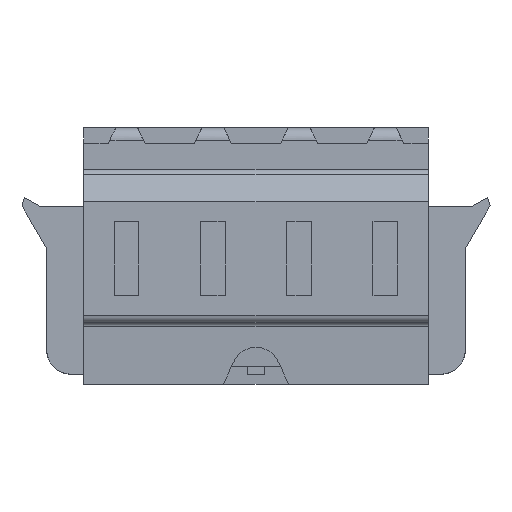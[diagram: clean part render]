
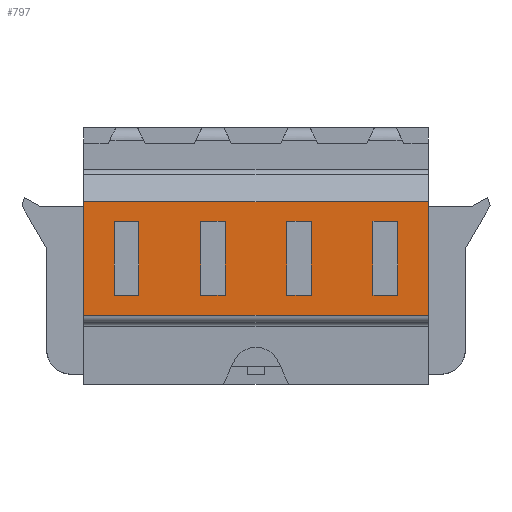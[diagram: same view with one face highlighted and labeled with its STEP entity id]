
A CAD part, left-side view. The second image highlights one B-rep face of the part: STEP entity #797.
In plain terms, the highlighted planar face has unit normal (-1, 0, 0).
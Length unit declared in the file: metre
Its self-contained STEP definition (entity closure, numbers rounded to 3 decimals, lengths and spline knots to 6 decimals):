
#797 = ADVANCED_FACE( '', ( #1788, #1789, #1790, #1791, #1792 ), #1793, .F. );
#1788 = FACE_BOUND( '', #2982, .T. );
#1789 = FACE_OUTER_BOUND( '', #2983, .T. );
#1790 = FACE_BOUND( '', #2984, .T. );
#1791 = FACE_BOUND( '', #2985, .T. );
#1792 = FACE_BOUND( '', #2986, .T. );
#1793 = PLANE( '', #2987 );
#2982 = EDGE_LOOP( '', ( #5689, #5690, #5691, #5692 ) );
#2983 = EDGE_LOOP( '', ( #5693, #5694, #5695, #5696 ) );
#2984 = EDGE_LOOP( '', ( #5697, #5698, #5699, #5700 ) );
#2985 = EDGE_LOOP( '', ( #5701, #5702, #5703, #5704 ) );
#2986 = EDGE_LOOP( '', ( #5705, #5706, #5707, #5708 ) );
#2987 = AXIS2_PLACEMENT_3D( '', #5709, #5710, #5711 );
#5689 = ORIENTED_EDGE( '', *, *, #9166, .F. );
#5690 = ORIENTED_EDGE( '', *, *, #9167, .F. );
#5691 = ORIENTED_EDGE( '', *, *, #9168, .F. );
#5692 = ORIENTED_EDGE( '', *, *, #8997, .F. );
#5693 = ORIENTED_EDGE( '', *, *, #9169, .T. );
#5694 = ORIENTED_EDGE( '', *, *, #9170, .T. );
#5695 = ORIENTED_EDGE( '', *, *, #9104, .F. );
#5696 = ORIENTED_EDGE( '', *, *, #8839, .F. );
#5697 = ORIENTED_EDGE( '', *, *, #9171, .F. );
#5698 = ORIENTED_EDGE( '', *, *, #9172, .F. );
#5699 = ORIENTED_EDGE( '', *, *, #8185, .F. );
#5700 = ORIENTED_EDGE( '', *, *, #9173, .F. );
#5701 = ORIENTED_EDGE( '', *, *, #8495, .F. );
#5702 = ORIENTED_EDGE( '', *, *, #9174, .F. );
#5703 = ORIENTED_EDGE( '', *, *, #9175, .F. );
#5704 = ORIENTED_EDGE( '', *, *, #8352, .F. );
#5705 = ORIENTED_EDGE( '', *, *, #8174, .F. );
#5706 = ORIENTED_EDGE( '', *, *, #9063, .F. );
#5707 = ORIENTED_EDGE( '', *, *, #8686, .F. );
#5708 = ORIENTED_EDGE( '', *, *, #9176, .F. );
#5709 = CARTESIAN_POINT( '', ( -0.009405, -0.00175, 0.0074 ) );
#5710 = DIRECTION( '', ( 1., 0., 0. ) );
#5711 = DIRECTION( '', ( 0., 0., -1. ) );
#8174 = EDGE_CURVE( '', #11269, #11270, #11271, .T. );
#8185 = EDGE_CURVE( '', #11289, #11290, #11291, .T. );
#8352 = EDGE_CURVE( '', #11585, #11586, #11587, .T. );
#8495 = EDGE_CURVE( '', #11835, #11585, #11836, .T. );
#8686 = EDGE_CURVE( '', #12150, #12151, #12152, .T. );
#8839 = EDGE_CURVE( '', #12404, #12406, #12407, .T. );
#8997 = EDGE_CURVE( '', #12643, #12644, #12645, .T. );
#9063 = EDGE_CURVE( '', #12151, #11269, #12738, .T. );
#9104 = EDGE_CURVE( '', #12406, #12793, #12794, .T. );
#9166 = EDGE_CURVE( '', #12883, #12643, #12884, .T. );
#9167 = EDGE_CURVE( '', #12885, #12883, #12886, .T. );
#9168 = EDGE_CURVE( '', #12644, #12885, #12887, .T. );
#9169 = EDGE_CURVE( '', #12404, #12888, #12889, .T. );
#9170 = EDGE_CURVE( '', #12888, #12793, #12890, .T. );
#9171 = EDGE_CURVE( '', #12891, #12892, #12893, .T. );
#9172 = EDGE_CURVE( '', #11290, #12891, #12894, .T. );
#9173 = EDGE_CURVE( '', #12892, #11289, #12895, .T. );
#9174 = EDGE_CURVE( '', #12896, #11835, #12897, .T. );
#9175 = EDGE_CURVE( '', #11586, #12896, #12898, .T. );
#9176 = EDGE_CURVE( '', #11270, #12150, #12899, .T. );
#11269 = VERTEX_POINT( '', #15469 );
#11270 = VERTEX_POINT( '', #15470 );
#11271 = LINE( '', #15471, #15472 );
#11289 = VERTEX_POINT( '', #15498 );
#11290 = VERTEX_POINT( '', #15499 );
#11291 = LINE( '', #15500, #15501 );
#11585 = VERTEX_POINT( '', #15917 );
#11586 = VERTEX_POINT( '', #15918 );
#11587 = LINE( '', #15919, #15920 );
#11835 = VERTEX_POINT( '', #16259 );
#11836 = LINE( '', #16260, #16261 );
#12150 = VERTEX_POINT( '', #16708 );
#12151 = VERTEX_POINT( '', #16709 );
#12152 = LINE( '', #16710, #16711 );
#12404 = VERTEX_POINT( '', #17064 );
#12406 = VERTEX_POINT( '', #17067 );
#12407 = LINE( '', #17068, #17069 );
#12643 = VERTEX_POINT( '', #17417 );
#12644 = VERTEX_POINT( '', #17418 );
#12645 = LINE( '', #17419, #17420 );
#12738 = LINE( '', #17559, #17560 );
#12793 = VERTEX_POINT( '', #17636 );
#12794 = LINE( '', #17637, #17638 );
#12883 = VERTEX_POINT( '', #17767 );
#12884 = LINE( '', #17768, #17769 );
#12885 = VERTEX_POINT( '', #17770 );
#12886 = LINE( '', #17771, #17772 );
#12887 = LINE( '', #17773, #17774 );
#12888 = VERTEX_POINT( '', #17775 );
#12889 = LINE( '', #17776, #17777 );
#12890 = LINE( '', #17778, #17779 );
#12891 = VERTEX_POINT( '', #17780 );
#12892 = VERTEX_POINT( '', #17781 );
#12893 = LINE( '', #17782, #17783 );
#12894 = LINE( '', #17784, #17785 );
#12895 = LINE( '', #17786, #17787 );
#12896 = VERTEX_POINT( '', #17788 );
#12897 = LINE( '', #17789, #17790 );
#12898 = LINE( '', #17791, #17792 );
#12899 = LINE( '', #17793, #17794 );
#15469 = CARTESIAN_POINT( '', ( -0.009405, 0.0005, 0.0066 ) );
#15470 = CARTESIAN_POINT( '', ( -0.009405, 0.0005, 0.0036 ) );
#15471 = CARTESIAN_POINT( '', ( -0.009405, 0.0005, 0.0066 ) );
#15472 = VECTOR( '', #19221, 1. );
#15498 = CARTESIAN_POINT( '', ( -0.009405, 0.0065, 0.0036 ) );
#15499 = CARTESIAN_POINT( '', ( -0.009405, 0.0065, 0.0066 ) );
#15500 = CARTESIAN_POINT( '', ( -0.009405, 0.0065, 0.0066 ) );
#15501 = VECTOR( '', #19230, 1. );
#15917 = CARTESIAN_POINT( '', ( -0.009405, 0.004, 0.0036 ) );
#15918 = CARTESIAN_POINT( '', ( -0.009405, 0.003, 0.0036 ) );
#15919 = CARTESIAN_POINT( '', ( -0.009405, 0.004, 0.0036 ) );
#15920 = VECTOR( '', #19395, 1. );
#16259 = CARTESIAN_POINT( '', ( -0.009405, 0.004, 0.0066 ) );
#16260 = CARTESIAN_POINT( '', ( -0.009405, 0.004, 0.0066 ) );
#16261 = VECTOR( '', #19562, 1. );
#16708 = CARTESIAN_POINT( '', ( -0.009405, -0.0005, 0.0036 ) );
#16709 = CARTESIAN_POINT( '', ( -0.009405, -0.0005, 0.0066 ) );
#16710 = CARTESIAN_POINT( '', ( -0.009405, -0.0005, 0.0066 ) );
#16711 = VECTOR( '', #19762, 1. );
#17064 = CARTESIAN_POINT( '', ( -0.009405, -0.00175, 0.0074 ) );
#17067 = CARTESIAN_POINT( '', ( -0.009405, -0.00175, 0.0028 ) );
#17068 = CARTESIAN_POINT( '', ( -0.009405, -0.00175, 0.0074 ) );
#17069 = VECTOR( '', #19934, 1. );
#17417 = CARTESIAN_POINT( '', ( -0.009405, 0.011, 0.0036 ) );
#17418 = CARTESIAN_POINT( '', ( -0.009405, 0.01, 0.0036 ) );
#17419 = CARTESIAN_POINT( '', ( -0.009405, 0.011, 0.0036 ) );
#17420 = VECTOR( '', #20101, 1. );
#17559 = CARTESIAN_POINT( '', ( -0.009405, 0.0005, 0.0066 ) );
#17560 = VECTOR( '', #20157, 1. );
#17636 = CARTESIAN_POINT( '', ( -0.009405, 0.01225, 0.0028 ) );
#17637 = CARTESIAN_POINT( '', ( -0.009405, -0.00175, 0.0028 ) );
#17638 = VECTOR( '', #20203, 1. );
#17767 = CARTESIAN_POINT( '', ( -0.009405, 0.011, 0.0066 ) );
#17768 = CARTESIAN_POINT( '', ( -0.009405, 0.011, 0.0066 ) );
#17769 = VECTOR( '', #20268, 1. );
#17770 = CARTESIAN_POINT( '', ( -0.009405, 0.01, 0.0066 ) );
#17771 = CARTESIAN_POINT( '', ( -0.009405, 0.011, 0.0066 ) );
#17772 = VECTOR( '', #20269, 1. );
#17773 = CARTESIAN_POINT( '', ( -0.009405, 0.01, 0.0066 ) );
#17774 = VECTOR( '', #20270, 1. );
#17775 = CARTESIAN_POINT( '', ( -0.009405, 0.01225, 0.0074 ) );
#17776 = CARTESIAN_POINT( '', ( -0.009405, -0.00175, 0.0074 ) );
#17777 = VECTOR( '', #20271, 1. );
#17778 = CARTESIAN_POINT( '', ( -0.009405, 0.01225, 0.0074 ) );
#17779 = VECTOR( '', #20272, 1. );
#17780 = CARTESIAN_POINT( '', ( -0.009405, 0.0075, 0.0066 ) );
#17781 = CARTESIAN_POINT( '', ( -0.009405, 0.0075, 0.0036 ) );
#17782 = CARTESIAN_POINT( '', ( -0.009405, 0.0075, 0.0066 ) );
#17783 = VECTOR( '', #20273, 1. );
#17784 = CARTESIAN_POINT( '', ( -0.009405, 0.0075, 0.0066 ) );
#17785 = VECTOR( '', #20274, 1. );
#17786 = CARTESIAN_POINT( '', ( -0.009405, 0.0075, 0.0036 ) );
#17787 = VECTOR( '', #20275, 1. );
#17788 = CARTESIAN_POINT( '', ( -0.009405, 0.003, 0.0066 ) );
#17789 = CARTESIAN_POINT( '', ( -0.009405, 0.004, 0.0066 ) );
#17790 = VECTOR( '', #20276, 1. );
#17791 = CARTESIAN_POINT( '', ( -0.009405, 0.003, 0.0066 ) );
#17792 = VECTOR( '', #20277, 1. );
#17793 = CARTESIAN_POINT( '', ( -0.009405, 0.0005, 0.0036 ) );
#17794 = VECTOR( '', #20278, 1. );
#19221 = DIRECTION( '', ( 0., 0., -1. ) );
#19230 = DIRECTION( '', ( 0., 0., 1. ) );
#19395 = DIRECTION( '', ( 0., -1., 0. ) );
#19562 = DIRECTION( '', ( 0., 0., -1. ) );
#19762 = DIRECTION( '', ( 0., 0., 1. ) );
#19934 = DIRECTION( '', ( 0., 0., -1. ) );
#20101 = DIRECTION( '', ( 0., -1., 0. ) );
#20157 = DIRECTION( '', ( 0., 1., 0. ) );
#20203 = DIRECTION( '', ( 0., 1., 0. ) );
#20268 = DIRECTION( '', ( 0., 0., -1. ) );
#20269 = DIRECTION( '', ( 0., 1., 0. ) );
#20270 = DIRECTION( '', ( 0., 0., 1. ) );
#20271 = DIRECTION( '', ( 0., 1., 0. ) );
#20272 = DIRECTION( '', ( 0., 0., -1. ) );
#20273 = DIRECTION( '', ( 0., 0., -1. ) );
#20274 = DIRECTION( '', ( 0., 1., 0. ) );
#20275 = DIRECTION( '', ( 0., -1., 0. ) );
#20276 = DIRECTION( '', ( 0., 1., 0. ) );
#20277 = DIRECTION( '', ( 0., 0., 1. ) );
#20278 = DIRECTION( '', ( 0., -1., 0. ) );
